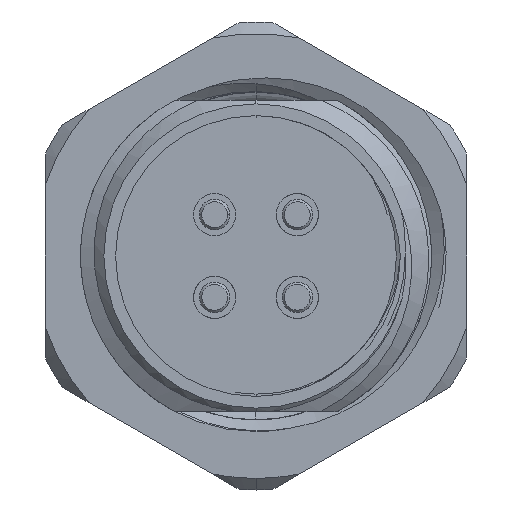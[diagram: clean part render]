
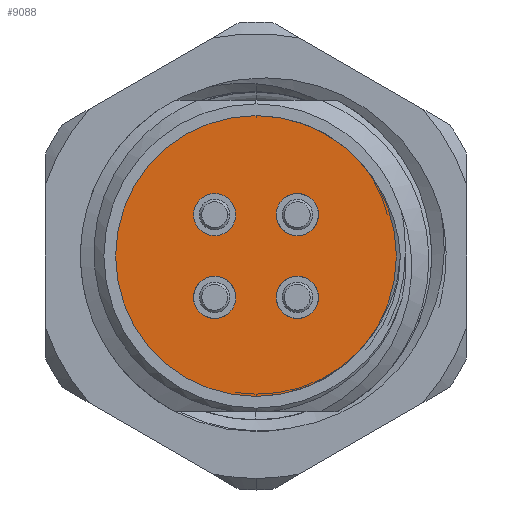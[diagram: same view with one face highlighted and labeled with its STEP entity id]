
A CAD part, left-side view. The second image highlights one B-rep face of the part: STEP entity #9088.
In plain terms, the highlighted planar face has unit normal (-1, 0, 0).
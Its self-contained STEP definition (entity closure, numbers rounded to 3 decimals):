
#63 = CARTESIAN_POINT ( 'NONE',  ( -13., 0., 0. ) ) ;
#367 = CIRCLE ( 'NONE', #9398, 0.9 ) ;
#419 = DIRECTION ( 'NONE',  ( -1., 0., 0. ) ) ;
#450 = EDGE_LOOP ( 'NONE', ( #3893, #6379 ) ) ;
#519 = CIRCLE ( 'NONE', #3348, 6. ) ;
#540 = EDGE_CURVE ( 'NONE', #9602, #7542, #2001, .T. ) ;
#761 = CARTESIAN_POINT ( 'NONE',  ( -13., -0.868, 1.768 ) ) ;
#773 = DIRECTION ( 'NONE',  ( 0., 1., 0. ) ) ;
#1265 = VERTEX_POINT ( 'NONE', #5996 ) ;
#1505 = VERTEX_POINT ( 'NONE', #3953 ) ;
#1700 = CIRCLE ( 'NONE', #5762, 0.9 ) ;
#1818 = DIRECTION ( 'NONE',  ( -1., 0., 0. ) ) ;
#2001 = CIRCLE ( 'NONE', #5237, 0.9 ) ;
#2209 = AXIS2_PLACEMENT_3D ( 'NONE', #10564, #8820, #4097 ) ;
#2489 = DIRECTION ( 'NONE',  ( -1., 0., 0. ) ) ;
#2621 = EDGE_CURVE ( 'NONE', #10323, #1265, #5910, .T. ) ;
#2681 = FACE_BOUND ( 'NONE', #10614, .T. ) ;
#2741 = FACE_BOUND ( 'NONE', #11801, .T. ) ;
#2809 = CARTESIAN_POINT ( 'NONE',  ( -13., 0., 0. ) ) ;
#2918 = CARTESIAN_POINT ( 'NONE',  ( -13., 1.768, -1.768 ) ) ;
#2950 = CIRCLE ( 'NONE', #6552, 0.9 ) ;
#3348 = AXIS2_PLACEMENT_3D ( 'NONE', #12200, #4624, #773 ) ;
#3658 = CARTESIAN_POINT ( 'NONE',  ( -13., -0.868, -1.768 ) ) ;
#3744 = FACE_OUTER_BOUND ( 'NONE', #450, .T. ) ;
#3806 = CARTESIAN_POINT ( 'NONE',  ( -13., -2.668, 1.768 ) ) ;
#3867 = ORIENTED_EDGE ( 'NONE', *, *, #2621, .F. ) ;
#3877 = DIRECTION ( 'NONE',  ( -1., 0., 0. ) ) ;
#3893 = ORIENTED_EDGE ( 'NONE', *, *, #4190, .F. ) ;
#3908 = DIRECTION ( 'NONE',  ( 1., 0., 0. ) ) ;
#3953 = CARTESIAN_POINT ( 'NONE',  ( -13., -6., 0. ) ) ;
#4020 = CARTESIAN_POINT ( 'NONE',  ( -13., -1.768, 1.768 ) ) ;
#4031 = VERTEX_POINT ( 'NONE', #3806 ) ;
#4097 = DIRECTION ( 'NONE',  ( 0., -1., 0. ) ) ;
#4190 = EDGE_CURVE ( 'NONE', #6729, #1505, #7294, .T. ) ;
#4325 = EDGE_CURVE ( 'NONE', #5352, #10385, #6143, .T. ) ;
#4342 = EDGE_LOOP ( 'NONE', ( #7799, #5350 ) ) ;
#4440 = ORIENTED_EDGE ( 'NONE', *, *, #4325, .F. ) ;
#4624 = DIRECTION ( 'NONE',  ( 1., 0., 0. ) ) ;
#4824 = FACE_BOUND ( 'NONE', #6950, .T. ) ;
#4908 = CARTESIAN_POINT ( 'NONE',  ( -13., 1.768, 1.768 ) ) ;
#4967 = DIRECTION ( 'NONE',  ( 0., -1., 0. ) ) ;
#5237 = AXIS2_PLACEMENT_3D ( 'NONE', #4908, #7685, #10493 ) ;
#5279 = DIRECTION ( 'NONE',  ( 0., -1., 0. ) ) ;
#5350 = ORIENTED_EDGE ( 'NONE', *, *, #540, .F. ) ;
#5352 = VERTEX_POINT ( 'NONE', #3658 ) ;
#5577 = DIRECTION ( 'NONE',  ( 0., -1., 0. ) ) ;
#5682 = DIRECTION ( 'NONE',  ( 0., -1., 0. ) ) ;
#5762 = AXIS2_PLACEMENT_3D ( 'NONE', #8159, #419, #5279 ) ;
#5910 = CIRCLE ( 'NONE', #8514, 0.9 ) ;
#5996 = CARTESIAN_POINT ( 'NONE',  ( -13., 0.868, -1.768 ) ) ;
#6143 = CIRCLE ( 'NONE', #10340, 0.9 ) ;
#6306 = ORIENTED_EDGE ( 'NONE', *, *, #10370, .F. ) ;
#6349 = DIRECTION ( 'NONE',  ( 0., -1., 0. ) ) ;
#6379 = ORIENTED_EDGE ( 'NONE', *, *, #10449, .F. ) ;
#6552 = AXIS2_PLACEMENT_3D ( 'NONE', #8337, #2489, #7287 ) ;
#6690 = VERTEX_POINT ( 'NONE', #761 ) ;
#6729 = VERTEX_POINT ( 'NONE', #6813 ) ;
#6801 = DIRECTION ( 'NONE',  ( 0., 1., 0. ) ) ;
#6813 = CARTESIAN_POINT ( 'NONE',  ( -13., 6., 0. ) ) ;
#6881 = AXIS2_PLACEMENT_3D ( 'NONE', #8322, #1818, #5682 ) ;
#6950 = EDGE_LOOP ( 'NONE', ( #9851, #4440 ) ) ;
#7161 = CARTESIAN_POINT ( 'NONE',  ( -13., -2.668, -1.768 ) ) ;
#7174 = EDGE_CURVE ( 'NONE', #1265, #10323, #11261, .T. ) ;
#7287 = DIRECTION ( 'NONE',  ( 0., -1., 0. ) ) ;
#7294 = CIRCLE ( 'NONE', #8894, 6. ) ;
#7542 = VERTEX_POINT ( 'NONE', #9484 ) ;
#7591 = PLANE ( 'NONE',  #9253 ) ;
#7685 = DIRECTION ( 'NONE',  ( -1., 0., 0. ) ) ;
#7799 = ORIENTED_EDGE ( 'NONE', *, *, #8166, .F. ) ;
#8055 = CIRCLE ( 'NONE', #2209, 0.9 ) ;
#8159 = CARTESIAN_POINT ( 'NONE',  ( -13., -1.768, -1.768 ) ) ;
#8166 = EDGE_CURVE ( 'NONE', #7542, #9602, #8055, .T. ) ;
#8245 = DIRECTION ( 'NONE',  ( -1., 0., 0. ) ) ;
#8280 = CARTESIAN_POINT ( 'NONE',  ( -13., 2.668, -1.768 ) ) ;
#8322 = CARTESIAN_POINT ( 'NONE',  ( -13., 1.768, -1.768 ) ) ;
#8337 = CARTESIAN_POINT ( 'NONE',  ( -13., -1.768, 1.768 ) ) ;
#8514 = AXIS2_PLACEMENT_3D ( 'NONE', #2918, #10573, #11569 ) ;
#8659 = FACE_BOUND ( 'NONE', #4342, .T. ) ;
#8820 = DIRECTION ( 'NONE',  ( -1., 0., 0. ) ) ;
#8894 = AXIS2_PLACEMENT_3D ( 'NONE', #63, #3908, #6801 ) ;
#9088 = ADVANCED_FACE ( 'NONE', ( #4824, #2681, #2741, #8659, #3744 ), #7591, .T. ) ;
#9184 = CARTESIAN_POINT ( 'NONE',  ( -13., -1.768, -1.768 ) ) ;
#9253 = AXIS2_PLACEMENT_3D ( 'NONE', #2809, #3877, #5577 ) ;
#9270 = ORIENTED_EDGE ( 'NONE', *, *, #11959, .F. ) ;
#9398 = AXIS2_PLACEMENT_3D ( 'NONE', #4020, #11906, #4967 ) ;
#9484 = CARTESIAN_POINT ( 'NONE',  ( -13., 0.868, 1.768 ) ) ;
#9602 = VERTEX_POINT ( 'NONE', #11627 ) ;
#9851 = ORIENTED_EDGE ( 'NONE', *, *, #10305, .F. ) ;
#10305 = EDGE_CURVE ( 'NONE', #10385, #5352, #1700, .T. ) ;
#10323 = VERTEX_POINT ( 'NONE', #8280 ) ;
#10340 = AXIS2_PLACEMENT_3D ( 'NONE', #9184, #8245, #6349 ) ;
#10370 = EDGE_CURVE ( 'NONE', #6690, #4031, #2950, .T. ) ;
#10385 = VERTEX_POINT ( 'NONE', #7161 ) ;
#10449 = EDGE_CURVE ( 'NONE', #1505, #6729, #519, .T. ) ;
#10493 = DIRECTION ( 'NONE',  ( 0., -1., 0. ) ) ;
#10564 = CARTESIAN_POINT ( 'NONE',  ( -13., 1.768, 1.768 ) ) ;
#10573 = DIRECTION ( 'NONE',  ( -1., 0., 0. ) ) ;
#10614 = EDGE_LOOP ( 'NONE', ( #11889, #3867 ) ) ;
#11261 = CIRCLE ( 'NONE', #6881, 0.9 ) ;
#11569 = DIRECTION ( 'NONE',  ( 0., -1., 0. ) ) ;
#11627 = CARTESIAN_POINT ( 'NONE',  ( -13., 2.668, 1.768 ) ) ;
#11801 = EDGE_LOOP ( 'NONE', ( #9270, #6306 ) ) ;
#11889 = ORIENTED_EDGE ( 'NONE', *, *, #7174, .F. ) ;
#11906 = DIRECTION ( 'NONE',  ( -1., 0., 0. ) ) ;
#11959 = EDGE_CURVE ( 'NONE', #4031, #6690, #367, .T. ) ;
#12200 = CARTESIAN_POINT ( 'NONE',  ( -13., 0., 0. ) ) ;
